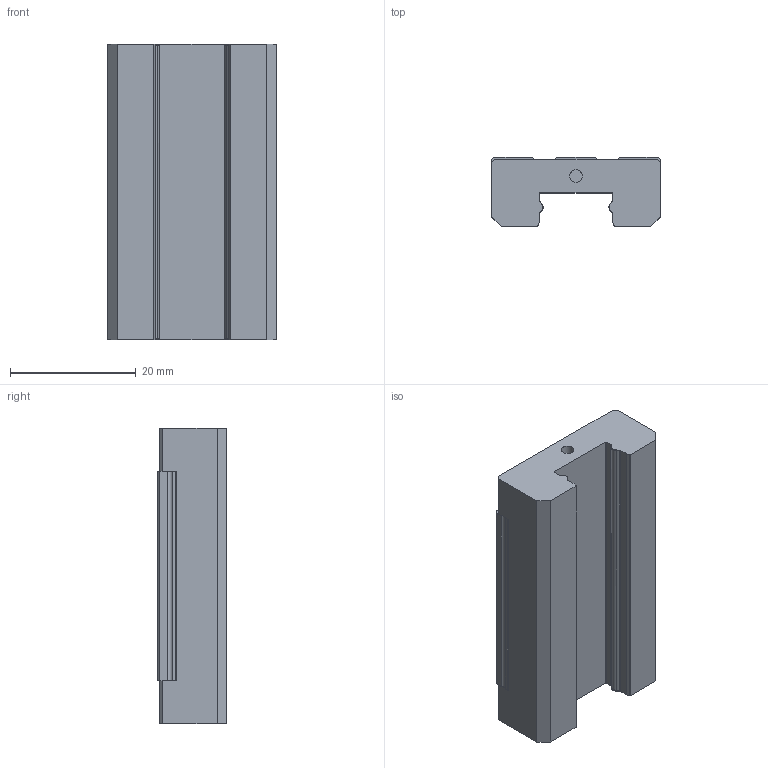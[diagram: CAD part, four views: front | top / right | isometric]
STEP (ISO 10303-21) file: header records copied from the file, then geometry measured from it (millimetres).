
FILE_DESCRIPTION(/* description */ (''),/* implementation_level */ '2;1');
FILE_NAME(/* name */ 'MB12SL.stp',/* time_stamp */ '2015-06-18T17:04:02+08:00',/* author */ ('carryzheng'),/* organization */ (''),/* preprocessor_version */ 'ST-DEVELOPER v15.6',/* originating_system */ 'Autodesk Inventor 2015',/* authorisation */ '');
FILE_SCHEMA (('AUTOMOTIVE_DESIGN { 1 0 10303 214 3 1 1 }'));
Length unit declared in the file: millimetre
Products named in the file (2): MB12SL-GGX-0A; MB12SL
Assembly tree (1 placements, depth 2):
  MB12SL
    MB12SL-GGX-0A
Bounding box: 27 x 11 x 47 mm (x, y, z)
Volume: 10529.9 mm3; surface area: 4702.8 mm2
Topology: 1 solids, 1 shells, 141 faces, 358 edges, 230 vertices
Faces by surface type: plane 70, cylinder 33, bspline 30, cone 8
Full cylindrical faces by diameter (mm): 2 x2, 2.5 x4, 3 x4
Entity records: 4875 total; most frequent: CARTESIAN_POINT 1631, ORIENTED_EDGE 668, DIRECTION 608, EDGE_CURVE 334, VERTEX_POINT 224, LINE 220, VECTOR 220, AXIS2_PLACEMENT_3D 194
